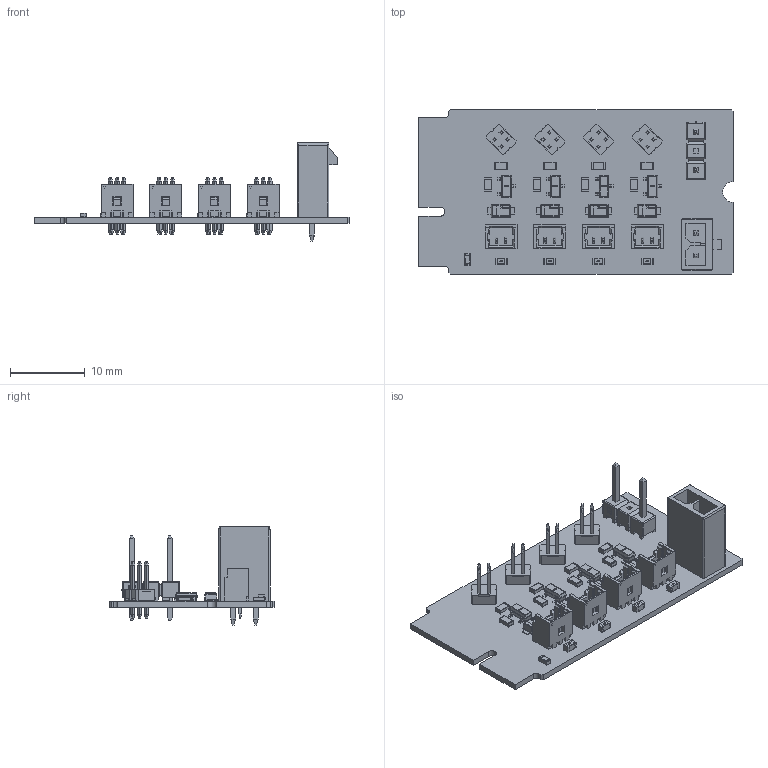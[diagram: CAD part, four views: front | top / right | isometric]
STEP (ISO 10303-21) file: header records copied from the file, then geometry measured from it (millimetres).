
FILE_DESCRIPTION(('Open CASCADE Model'),'2;1');
FILE_NAME('Open CASCADE Shape Model','2023-01-17T14:27:15',('Author'),( 'Open CASCADE'),'Open CASCADE STEP processor 7.5','Open CASCADE 7.5' ,'Unknown');
FILE_SCHEMA(('AUTOMOTIVE_DESIGN { 1 0 10303 214 1 1 1 1 }'));
Length unit declared in the file: millimetre
Products named in the file (76): PCB; Board; Open CASCADE STEP translator 7.5 19.1.1; J10; 2165713002; Q1_4; Trans_Diodes_Inc_DMN2004K-7_eec; IC_BODY; IC_LEG; Diodes Incorporated; Q1_3; Q1_2; Q1_1; D1_4; Diode_Nexperia_PTVS7V0S1UR_115_eec; 1; 2; 3; Nexperia Logo; D1_3; D1_2; D1_1; J9; Conn_Samtec_TSW-202-07-G-S_eec; TSW-202-07-G-S; _TSW-202-07-G-S_body; _T-1S6-07-TSW-2-07-2-S; Samtec Logo; J2_4; 62200421121; 622xxx21121_Pin; 622x0421121_Housing; J2_3; J2_2; J2_1; R1_4; 6295065008; Mid_Body; Terminal; Open CASCADE STEP translator 6.8 1.2.1 ...
Assembly tree (103 placements, depth 5):
  PCB
    Board
      Open CASCADE STEP translator 7.5 19.1.1
    J10
      2165713002
    Q1_4
      Trans_Diodes_Inc_DMN2004K-7_eec
        IC_BODY
        IC_LEG  x3
        Diodes Incorporated
    Q1_3
      Trans_Diodes_Inc_DMN2004K-7_eec
        IC_BODY
        IC_LEG  x3
        Diodes Incorporated
    Q1_2
      Trans_Diodes_Inc_DMN2004K-7_eec
        IC_BODY
        IC_LEG  x3
        Diodes Incorporated
    Q1_1
      Trans_Diodes_Inc_DMN2004K-7_eec
        IC_BODY
        IC_LEG  x3
        Diodes Incorporated
    D1_4
      Diode_Nexperia_PTVS7V0S1UR_115_eec
        1
        2
        3
        Nexperia Logo
    D1_3
      Diode_Nexperia_PTVS7V0S1UR_115_eec
        1
        2
        3
        Nexperia Logo
    D1_2
      Diode_Nexperia_PTVS7V0S1UR_115_eec
        1
        2
        3
        Nexperia Logo
    D1_1
      Diode_Nexperia_PTVS7V0S1UR_115_eec
        1
        2
        3
        Nexperia Logo
    J9
      Conn_Samtec_TSW-202-07-G-S_eec
        TSW-202-07-G-S
          _TSW-202-07-G-S_body
          _T-1S6-07-TSW-2-07-2-S
          Samtec Logo
    J2_4
      62200421121
        622xxx21121_Pin  x4
        622x0421121_Housing
    J2_3
Bounding box: 42 x 21.99 x 13.09 mm (x, y, z)
Volume: 1220 mm3; surface area: 3796.5 mm2
Topology: 277 solids, 277 shells, 5160 faces, 13310 edges, 8708 vertices
Faces by surface type: plane 3353, bspline 1379, cylinder 347, sphere 80, cone 1
Full cylindrical faces by diameter (mm): 0.06 x4, 0.5 x8, 0.7 x16, 0.83 x1, 1.02 x5
Entity records: 56966 total; most frequent: CARTESIAN_POINT 15343, ORIENTED_EDGE 8452, DIRECTION 6398, EDGE_CURVE 4226, LINE 3056, VECTOR 3056, VERTEX_POINT 2766, FACE_BOUND 1756
